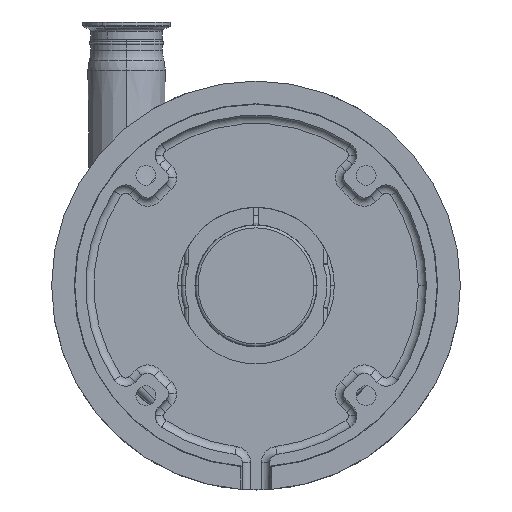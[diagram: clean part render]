
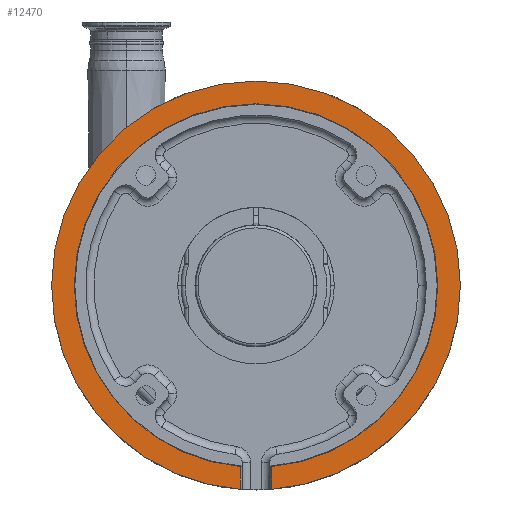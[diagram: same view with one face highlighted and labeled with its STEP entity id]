
A CAD part, top view. The second image highlights one B-rep face of the part: STEP entity #12470.
In plain terms, the highlighted planar face has unit normal (0, 0, 1).
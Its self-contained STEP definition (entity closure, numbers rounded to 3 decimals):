
#524 = VERTEX_POINT ( 'NONE', #13120 ) ;
#1085 = CIRCLE ( 'NONE', #10042, 150. ) ;
#1429 = VECTOR ( 'NONE', #8213, 1000. ) ;
#2515 = AXIS2_PLACEMENT_3D ( 'NONE', #15060, #15160, #4658 ) ;
#2671 = VERTEX_POINT ( 'NONE', #5886 ) ;
#2862 = CARTESIAN_POINT ( 'NONE',  ( 0., 0., 197. ) ) ;
#3043 = AXIS2_PLACEMENT_3D ( 'NONE', #2862, #6108, #16379 ) ;
#3396 = EDGE_LOOP ( 'NONE', ( #18257, #19845, #20771, #6529, #14653, #17954, #18342, #12461 ) ) ;
#3931 = CARTESIAN_POINT ( 'NONE',  ( 0., 0., 197. ) ) ;
#4658 = DIRECTION ( 'NONE',  ( 1., 0., 0. ) ) ;
#4702 = EDGE_CURVE ( 'NONE', #524, #20443, #4724, .T. ) ;
#4724 = CIRCLE ( 'NONE', #15795, 133.35 ) ;
#5156 = DIRECTION ( 'NONE',  ( 0., 0., -1. ) ) ;
#5353 = CARTESIAN_POINT ( 'NONE',  ( 0., 0., 197. ) ) ;
#5414 = CARTESIAN_POINT ( 'NONE',  ( 0., 0., 197. ) ) ;
#5886 = CARTESIAN_POINT ( 'NONE',  ( 11.528, -132.851, 197. ) ) ;
#6108 = DIRECTION ( 'NONE',  ( 0., 0., -1. ) ) ;
#6333 = FACE_OUTER_BOUND ( 'NONE', #3396, .T. ) ;
#6529 = ORIENTED_EDGE ( 'NONE', *, *, #4702, .T. ) ;
#6988 = VERTEX_POINT ( 'NONE', #14409 ) ;
#7026 = CIRCLE ( 'NONE', #19818, 133.35 ) ;
#7328 = EDGE_CURVE ( 'NONE', #20443, #2671, #9865, .T. ) ;
#7597 = CARTESIAN_POINT ( 'NONE',  ( 0., 0., 197. ) ) ;
#8049 = EDGE_CURVE ( 'NONE', #12051, #6988, #16357, .T. ) ;
#8213 = DIRECTION ( 'NONE',  ( 0., -1., 0. ) ) ;
#8982 = CARTESIAN_POINT ( 'NONE',  ( 11.528, -149.556, 197. ) ) ;
#9865 = CIRCLE ( 'NONE', #3043, 133.35 ) ;
#10042 = AXIS2_PLACEMENT_3D ( 'NONE', #7597, #17732, #11385 ) ;
#10238 = VECTOR ( 'NONE', #10369, 1000. ) ;
#10291 = VERTEX_POINT ( 'NONE', #15274 ) ;
#10369 = DIRECTION ( 'NONE',  ( 0., 1., 0. ) ) ;
#10765 = DIRECTION ( 'NONE',  ( 0., 0., -1. ) ) ;
#11113 = CARTESIAN_POINT ( 'NONE',  ( 133.35, 0., 197. ) ) ;
#11385 = DIRECTION ( 'NONE',  ( -1., 0., 0. ) ) ;
#11878 = EDGE_CURVE ( 'NONE', #18702, #12051, #18329, .T. ) ;
#12051 = VERTEX_POINT ( 'NONE', #20191 ) ;
#12177 = DIRECTION ( 'NONE',  ( 0., 0., -1. ) ) ;
#12461 = ORIENTED_EDGE ( 'NONE', *, *, #21756, .F. ) ;
#12470 = ADVANCED_FACE ( 'NONE', ( #6333 ), #19937, .T. ) ;
#12569 = DIRECTION ( 'NONE',  ( 0., 0., -1. ) ) ;
#13120 = CARTESIAN_POINT ( 'NONE',  ( -133.35, 0., 197. ) ) ;
#13245 = CIRCLE ( 'NONE', #21035, 150. ) ;
#13924 = VERTEX_POINT ( 'NONE', #8982 ) ;
#14136 = DIRECTION ( 'NONE',  ( 1., 0., 0. ) ) ;
#14186 = DIRECTION ( 'NONE',  ( -1., 0., 0. ) ) ;
#14409 = CARTESIAN_POINT ( 'NONE',  ( -150., 0., 197. ) ) ;
#14653 = ORIENTED_EDGE ( 'NONE', *, *, #7328, .T. ) ;
#14688 = CARTESIAN_POINT ( 'NONE',  ( -11.528, -132.851, 197. ) ) ;
#15060 = CARTESIAN_POINT ( 'NONE',  ( 0., 0., 197. ) ) ;
#15110 = CARTESIAN_POINT ( 'NONE',  ( -11.528, -99.499, 197. ) ) ;
#15160 = DIRECTION ( 'NONE',  ( 0., 0., 1. ) ) ;
#15274 = CARTESIAN_POINT ( 'NONE',  ( 150., 0., 197. ) ) ;
#15542 = DIRECTION ( 'NONE',  ( 1., 0., 0. ) ) ;
#15795 = AXIS2_PLACEMENT_3D ( 'NONE', #16998, #5156, #15542 ) ;
#16357 = CIRCLE ( 'NONE', #17084, 150. ) ;
#16379 = DIRECTION ( 'NONE',  ( 1., 0., 0. ) ) ;
#16925 = LINE ( 'NONE', #20371, #10238 ) ;
#16998 = CARTESIAN_POINT ( 'NONE',  ( 0., 0., 197. ) ) ;
#17084 = AXIS2_PLACEMENT_3D ( 'NONE', #5353, #12177, #14186 ) ;
#17294 = EDGE_CURVE ( 'NONE', #18702, #524, #7026, .T. ) ;
#17545 = DIRECTION ( 'NONE',  ( -1., 0., 0. ) ) ;
#17732 = DIRECTION ( 'NONE',  ( 0., 0., -1. ) ) ;
#17954 = ORIENTED_EDGE ( 'NONE', *, *, #18416, .F. ) ;
#18257 = ORIENTED_EDGE ( 'NONE', *, *, #8049, .F. ) ;
#18329 = LINE ( 'NONE', #15110, #1429 ) ;
#18342 = ORIENTED_EDGE ( 'NONE', *, *, #21083, .F. ) ;
#18416 = EDGE_CURVE ( 'NONE', #13924, #2671, #16925, .T. ) ;
#18702 = VERTEX_POINT ( 'NONE', #14688 ) ;
#19818 = AXIS2_PLACEMENT_3D ( 'NONE', #5414, #12569, #14136 ) ;
#19845 = ORIENTED_EDGE ( 'NONE', *, *, #11878, .F. ) ;
#19937 = PLANE ( 'NONE',  #2515 ) ;
#20191 = CARTESIAN_POINT ( 'NONE',  ( -11.528, -149.556, 197. ) ) ;
#20371 = CARTESIAN_POINT ( 'NONE',  ( 11.528, -170.402, 197. ) ) ;
#20443 = VERTEX_POINT ( 'NONE', #11113 ) ;
#20771 = ORIENTED_EDGE ( 'NONE', *, *, #17294, .T. ) ;
#21035 = AXIS2_PLACEMENT_3D ( 'NONE', #3931, #10765, #17545 ) ;
#21083 = EDGE_CURVE ( 'NONE', #10291, #13924, #1085, .T. ) ;
#21756 = EDGE_CURVE ( 'NONE', #6988, #10291, #13245, .T. ) ;
